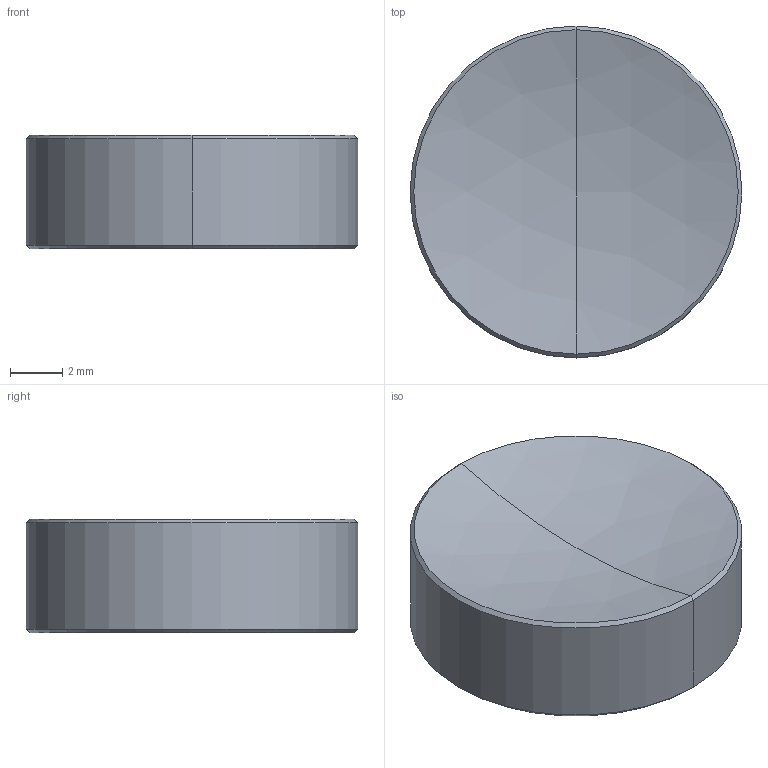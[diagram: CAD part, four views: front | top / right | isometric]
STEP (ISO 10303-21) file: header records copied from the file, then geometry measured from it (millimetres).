
FILE_DESCRIPTION (( 'STEP AP214' ), '1' );
FILE_NAME ('3497-E0W.STEP', '2010-12-06T18:28:07', ( 'Admin' ), ( 'Thorlabs, Inc.' ), 'SwSTEP 2.0', 'SolidWorks 2009', '' );
FILE_SCHEMA (( 'AUTOMOTIVE_DESIGN' ));
Length unit declared in the file: millimetre
Products named in the file (1): 3497-E0W
Bounding box: 12.7 x 12.7 x 4.35 mm (x, y, z)
Volume: 498.7 mm3; surface area: 422.7 mm2
Topology: 1 solids, 1 shells, 9 faces, 16 edges, 9 vertices
Faces by surface type: cone 4, cylinder 2, sphere 2, plane 1
Entity records: 353 total; most frequent: DIRECTION 46, CARTESIAN_POINT 35, ORIENTED_EDGE 32, AXIS2_PLACEMENT_3D 20, EDGE_CURVE 16, UNCERTAINTY_MEASURE_WITH_UNIT 12, MECHANICAL_DESIGN_GEOMETRIC_PRESENTATION_REPRESENTATION 11, PRESENTATION_LAYER_ASSIGNMENT 11
